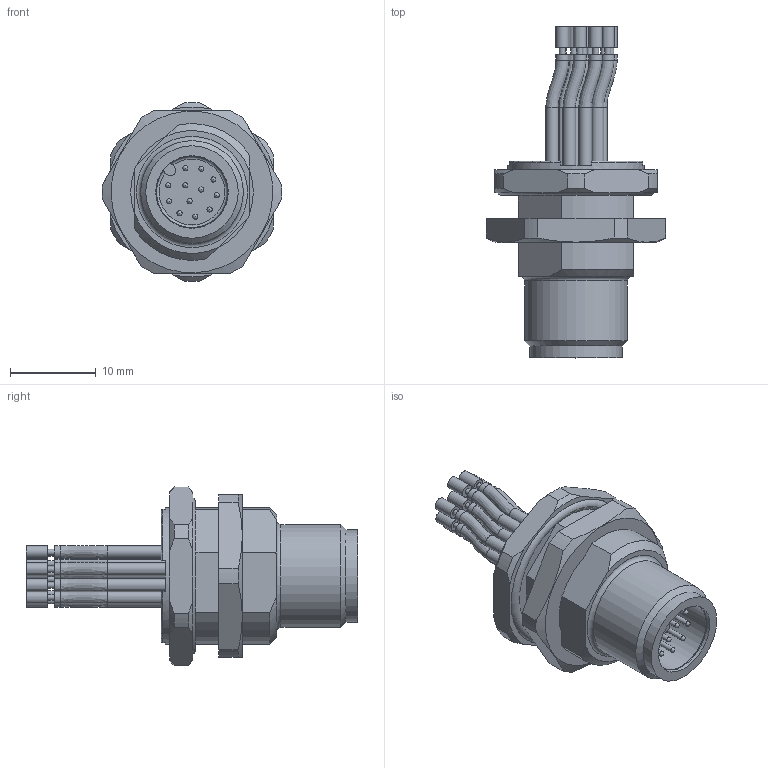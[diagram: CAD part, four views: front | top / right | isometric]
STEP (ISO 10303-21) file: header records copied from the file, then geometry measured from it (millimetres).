
FILE_DESCRIPTION(/* description */ (''),/* implementation_level */ '2;1');
FILE_NAME(/* name */ 'AL-FHM12SUA12-m_M16.stp',/* time_stamp */ '2016-11-17T09:21:52+01:00',/* author */ (''),/* organization */ (''),/* preprocessor_version */ 'ST-DEVELOPER v16',/* originating_system */ 'SIEMENS PLM Software NX 10.0',/* authorisation */ '');
FILE_SCHEMA (('AUTOMOTIVE_DESIGN { 1 0 10303 214 3 1 1 1 }'));
Length unit declared in the file: millimetre
Products named in the file (1): AL-FHM12SUA12-m_M16
Bounding box: 20.99 x 38.8 x 20.89 mm (x, y, z)
Volume: 3955.3 mm3; surface area: 3383.3 mm2
Topology: 1 solids, 1 shells, 222 faces, 576 edges, 391 vertices
Faces by surface type: cylinder 90, plane 77, cone 20, sphere 12, bspline 12, torus 11
Full cylindrical faces by diameter (mm): 0.6 x12, 0.7 x12, 1.5 x36, 8.4 x1, 10.8 x1, 12 x1, 16 x1
Entity records: 6664 total; most frequent: CARTESIAN_POINT 2010, DIRECTION 986, ORIENTED_EDGE 810, AXIS2_PLACEMENT_3D 430, EDGE_CURVE 405, EDGE_LOOP 359, VERTEX_POINT 314, FACE_BOUND 252
